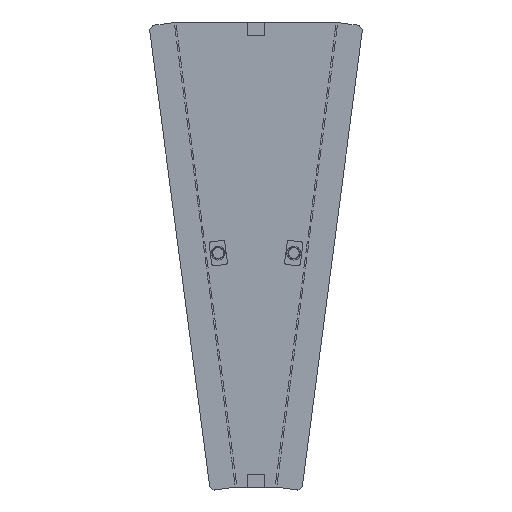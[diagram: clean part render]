
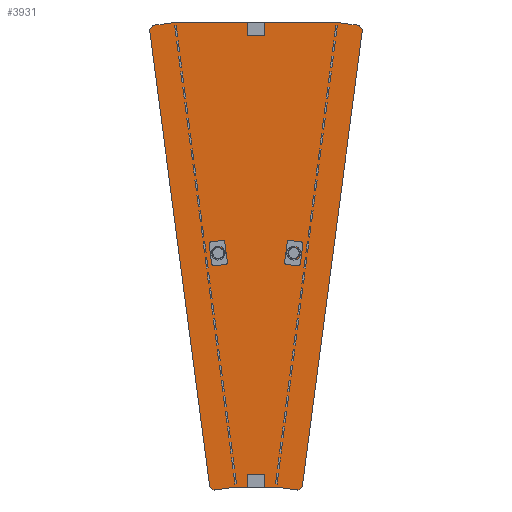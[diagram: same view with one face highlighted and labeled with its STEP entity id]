
A CAD part, top view. The second image highlights one B-rep face of the part: STEP entity #3931.
In plain terms, the highlighted planar face has unit normal (0, 0, 1).
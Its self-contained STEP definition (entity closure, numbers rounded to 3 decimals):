
#297=FACE_OUTER_BOUND('',#479,.T.);
#479=EDGE_LOOP('',(#3336,#3337,#3338,#3339,#3340,#3341,#3342,#3343,#3344,
#3345,#3346,#3347));
#834=LINE('',#6134,#1422);
#837=LINE('',#6140,#1425);
#841=LINE('',#6147,#1429);
#843=LINE('',#6152,#1431);
#846=LINE('',#6158,#1434);
#850=LINE('',#6165,#1438);
#851=LINE('',#6168,#1439);
#855=LINE('',#6177,#1443);
#859=LINE('',#6185,#1447);
#862=LINE('',#6189,#1450);
#865=LINE('',#6195,#1453);
#866=LINE('',#6197,#1454);
#1422=VECTOR('',#4966,1.);
#1425=VECTOR('',#4971,1.);
#1429=VECTOR('',#4977,1.);
#1431=VECTOR('',#4981,1.);
#1434=VECTOR('',#4986,1.);
#1438=VECTOR('',#4992,1.);
#1439=VECTOR('',#4995,1.);
#1443=VECTOR('',#5001,1.);
#1447=VECTOR('',#5007,1.);
#1450=VECTOR('',#5012,1.);
#1453=VECTOR('',#5017,10.);
#1454=VECTOR('',#5020,10.);
#2015=VERTEX_POINT('',#6131);
#2016=VERTEX_POINT('',#6133);
#2018=VERTEX_POINT('',#6138);
#2020=VERTEX_POINT('',#6145);
#2022=VERTEX_POINT('',#6150);
#2024=VERTEX_POINT('',#6156);
#2026=VERTEX_POINT('',#6163);
#2027=VERTEX_POINT('',#6167);
#2030=VERTEX_POINT('',#6174);
#2031=VERTEX_POINT('',#6176);
#2034=VERTEX_POINT('',#6184);
#2036=VERTEX_POINT('',#6193);
#2604=EDGE_CURVE('',#2015,#2016,#834,.T.);
#2607=EDGE_CURVE('',#2018,#2015,#837,.T.);
#2611=EDGE_CURVE('',#2020,#2018,#841,.T.);
#2613=EDGE_CURVE('',#2020,#2022,#843,.T.);
#2616=EDGE_CURVE('',#2024,#2022,#846,.T.);
#2620=EDGE_CURVE('',#2026,#2024,#850,.T.);
#2621=EDGE_CURVE('',#2016,#2027,#851,.T.);
#2625=EDGE_CURVE('',#2031,#2030,#855,.T.);
#2629=EDGE_CURVE('',#2031,#2034,#859,.T.);
#2632=EDGE_CURVE('',#2026,#2034,#862,.T.);
#2635=EDGE_CURVE('',#2030,#2036,#865,.T.);
#2636=EDGE_CURVE('',#2036,#2027,#866,.T.);
#3336=ORIENTED_EDGE('',*,*,#2620,.F.);
#3337=ORIENTED_EDGE('',*,*,#2632,.T.);
#3338=ORIENTED_EDGE('',*,*,#2629,.F.);
#3339=ORIENTED_EDGE('',*,*,#2625,.T.);
#3340=ORIENTED_EDGE('',*,*,#2635,.T.);
#3341=ORIENTED_EDGE('',*,*,#2636,.T.);
#3342=ORIENTED_EDGE('',*,*,#2621,.F.);
#3343=ORIENTED_EDGE('',*,*,#2604,.F.);
#3344=ORIENTED_EDGE('',*,*,#2607,.F.);
#3345=ORIENTED_EDGE('',*,*,#2611,.F.);
#3346=ORIENTED_EDGE('',*,*,#2613,.T.);
#3347=ORIENTED_EDGE('',*,*,#2616,.F.);
#3751=PLANE('',#4377);
#3931=ADVANCED_FACE('',(#297),#3751,.T.);
#4377=AXIS2_PLACEMENT_3D('',#6200,#5024,#5025);
#4966=DIRECTION('',(0.991,0.131,0.));
#4971=DIRECTION('',(0.609,0.793,0.));
#4977=DIRECTION('',(-0.131,0.991,0.));
#4981=DIRECTION('',(0.793,-0.609,0.));
#4986=DIRECTION('',(-0.991,-0.131,0.));
#4992=DIRECTION('',(-1.,0.,0.));
#4995=DIRECTION('',(1.,0.,0.));
#5001=DIRECTION('',(0.131,0.991,0.));
#5007=DIRECTION('',(-0.793,-0.609,0.));
#5012=DIRECTION('',(0.991,-0.131,0.));
#5017=DIRECTION('',(-0.609,0.793,0.));
#5020=DIRECTION('',(-0.991,0.131,0.));
#5024=DIRECTION('center_axis',(0.,0.,1.));
#5025=DIRECTION('ref_axis',(-1.,0.,0.));
#6131=CARTESIAN_POINT('',(12.962,606.363,0.));
#6133=CARTESIAN_POINT('',(40.326,609.965,0.));
#6134=CARTESIAN_POINT('',(26.644,608.164,0.));
#6138=CARTESIAN_POINT('',(8.658,600.753,0.));
#6140=CARTESIAN_POINT('',(10.81,603.558,0.));
#6145=CARTESIAN_POINT('',(85.929,13.818,0.));
#6147=CARTESIAN_POINT('',(47.293,307.285,0.));
#6150=CARTESIAN_POINT('',(91.539,9.513,0.));
#6152=CARTESIAN_POINT('',(88.734,11.665,0.));
#6156=CARTESIAN_POINT('',(118.903,13.115,0.));
#6158=CARTESIAN_POINT('',(105.221,11.314,0.));
#6163=CARTESIAN_POINT('',(171.903,13.115,0.));
#6165=CARTESIAN_POINT('',(132.153,13.115,0.));
#6167=CARTESIAN_POINT('',(250.48,609.965,0.));
#6168=CARTESIAN_POINT('',(76.704,609.965,0.));
#6174=CARTESIAN_POINT('',(282.148,600.753,0.));
#6176=CARTESIAN_POINT('',(204.877,13.818,0.));
#6177=CARTESIAN_POINT('',(243.512,307.285,0.));
#6184=CARTESIAN_POINT('',(199.267,9.513,0.));
#6185=CARTESIAN_POINT('',(202.072,11.665,0.));
#6189=CARTESIAN_POINT('',(185.585,11.314,0.));
#6193=CARTESIAN_POINT('',(277.844,606.363,0.));
#6195=CARTESIAN_POINT('',(282.148,600.753,0.));
#6197=CARTESIAN_POINT('',(277.844,606.363,0.));
#6200=CARTESIAN_POINT('Origin',(207.589,291.842,0.));
